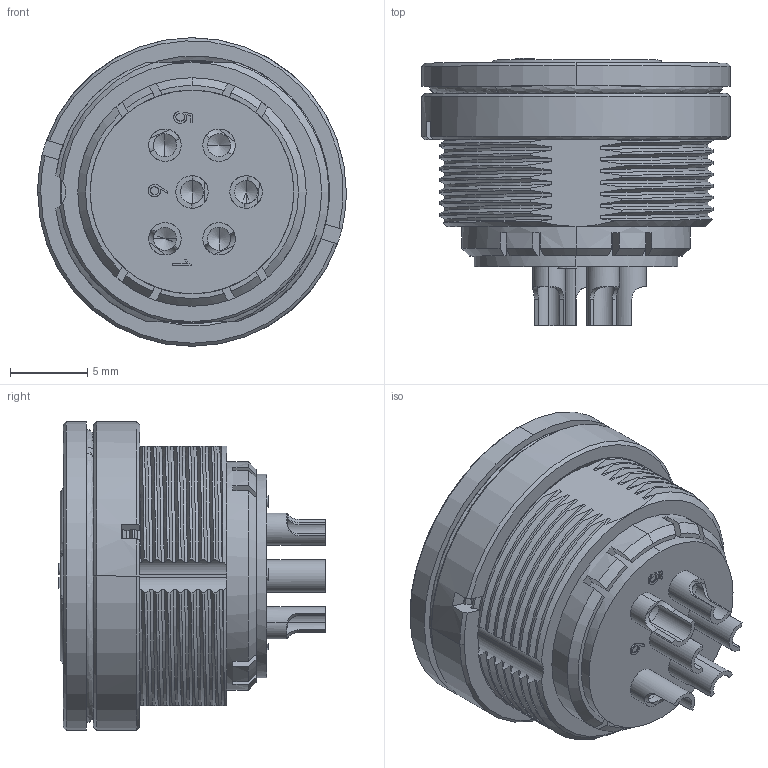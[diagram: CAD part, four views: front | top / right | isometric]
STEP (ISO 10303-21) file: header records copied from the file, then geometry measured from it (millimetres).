
FILE_DESCRIPTION (( 'STEP AP203' ), '1' );
FILE_NAME ('P302.STEP', '2020-07-15T05:58:58', ( 'edpusr' ), ( 'Microsoft' ), 'SwSTEP 2.0', 'SolidWorks 2015', '' );
FILE_SCHEMA (( 'CONFIG_CONTROL_DESIGN' ));
Length unit declared in the file: millimetre
Products named in the file (2): P302
Bounding box: 20 x 17.3 x 20 mm (x, y, z)
Volume: 2572 mm3; surface area: 3948.2 mm2
Topology: 3 solids, 3 shells, 540 faces, 1474 edges, 961 vertices
Faces by surface type: plane 183, cylinder 161, bspline 132, cone 64
Entity records: 55997 total; most frequent: CARTESIAN_POINT 43466, ORIENTED_EDGE 2924, DIRECTION 2198, EDGE_CURVE 1462, VERTEX_POINT 961, AXIS2_PLACEMENT_3D 778, LINE 642, VECTOR 642
